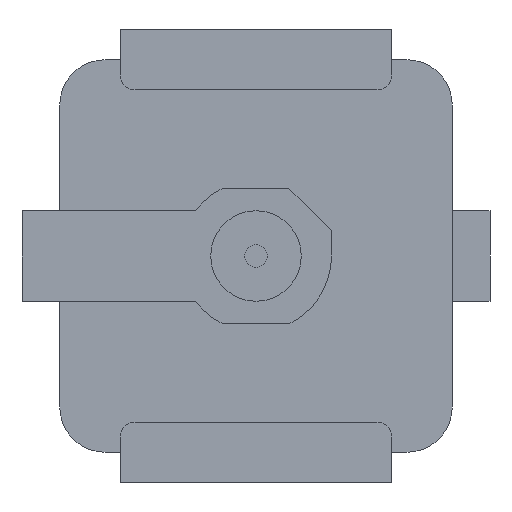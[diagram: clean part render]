
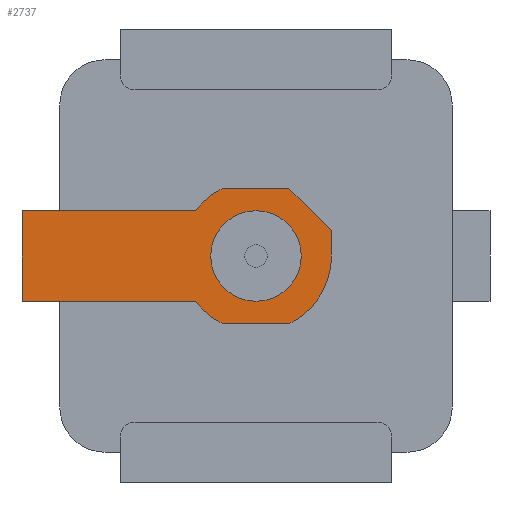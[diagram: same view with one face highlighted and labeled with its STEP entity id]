
A CAD part, front view. The second image highlights one B-rep face of the part: STEP entity #2737.
In plain terms, the highlighted planar face has unit normal (0, -1, 0).
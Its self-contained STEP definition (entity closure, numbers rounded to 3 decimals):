
#97 = VECTOR ( 'NONE', #3541, 1000. ) ;
#135 = CARTESIAN_POINT ( 'NONE',  ( 0.334, 0., -0.334 ) ) ;
#164 = LINE ( 'NONE', #849, #1639 ) ;
#165 = CARTESIAN_POINT ( 'NONE',  ( 0., 0., 0. ) ) ;
#174 = ORIENTED_EDGE ( 'NONE', *, *, #2580, .T. ) ;
#177 = CARTESIAN_POINT ( 'NONE',  ( 0.3, 0., 1.55 ) ) ;
#209 = LINE ( 'NONE', #852, #2742 ) ;
#216 = EDGE_CURVE ( 'NONE', #2394, #3513, #209, .T. ) ;
#226 = AXIS2_PLACEMENT_3D ( 'NONE', #3540, #1001, #2249 ) ;
#250 = CARTESIAN_POINT ( 'NONE',  ( 0., 0., 0. ) ) ;
#407 = DIRECTION ( 'NONE',  ( 0., -1., 0. ) ) ;
#519 = CARTESIAN_POINT ( 'NONE',  ( -0.45, 0., 0. ) ) ;
#533 = ORIENTED_EDGE ( 'NONE', *, *, #1827, .T. ) ;
#542 = CARTESIAN_POINT ( 'NONE',  ( -0.3, 0., 1.55 ) ) ;
#603 = DIRECTION ( 'NONE',  ( 1., 0., 0. ) ) ;
#673 = CARTESIAN_POINT ( 'NONE',  ( 0., 0., -0.3 ) ) ;
#753 = CARTESIAN_POINT ( 'NONE',  ( 0.168, 0., -0.5 ) ) ;
#774 = CIRCLE ( 'NONE', #1243, 0.5 ) ;
#784 = ORIENTED_EDGE ( 'NONE', *, *, #1030, .F. ) ;
#798 = LINE ( 'NONE', #135, #3632 ) ;
#822 = DIRECTION ( 'NONE',  ( 0., 0., -1. ) ) ;
#849 = CARTESIAN_POINT ( 'NONE',  ( 0.45, 0., 0. ) ) ;
#852 = CARTESIAN_POINT ( 'NONE',  ( 0., 0., 1.55 ) ) ;
#885 = DIRECTION ( 'NONE',  ( 0., 0., -1. ) ) ;
#887 = CARTESIAN_POINT ( 'NONE',  ( 0.45, 0., -0.218 ) ) ;
#973 = ORIENTED_EDGE ( 'NONE', *, *, #216, .T. ) ;
#1001 = DIRECTION ( 'NONE',  ( 0., -1., 0. ) ) ;
#1006 = EDGE_CURVE ( 'NONE', #3558, #3898, #2471, .T. ) ;
#1030 = EDGE_CURVE ( 'NONE', #2032, #1258, #798, .T. ) ;
#1041 = VECTOR ( 'NONE', #885, 1000. ) ;
#1057 = CARTESIAN_POINT ( 'NONE',  ( 0.3, 0., 0. ) ) ;
#1087 = ORIENTED_EDGE ( 'NONE', *, *, #1006, .T. ) ;
#1127 = CARTESIAN_POINT ( 'NONE',  ( 0., 0., 0.3 ) ) ;
#1140 = AXIS2_PLACEMENT_3D ( 'NONE', #3011, #3982, #822 ) ;
#1191 = ORIENTED_EDGE ( 'NONE', *, *, #2406, .F. ) ;
#1194 = DIRECTION ( 'NONE',  ( 0., 0., -1. ) ) ;
#1198 = ORIENTED_EDGE ( 'NONE', *, *, #2831, .F. ) ;
#1203 = ORIENTED_EDGE ( 'NONE', *, *, #2993, .T. ) ;
#1243 = AXIS2_PLACEMENT_3D ( 'NONE', #250, #1526, #2414 ) ;
#1258 = VERTEX_POINT ( 'NONE', #753 ) ;
#1279 = VERTEX_POINT ( 'NONE', #1729 ) ;
#1300 = EDGE_LOOP ( 'NONE', ( #4069, #533, #1198, #784, #2458, #1087, #1191, #973, #174, #1203 ) ) ;
#1302 = VECTOR ( 'NONE', #1194, 1000. ) ;
#1491 = CARTESIAN_POINT ( 'NONE',  ( 0.3, 0., 0.4 ) ) ;
#1526 = DIRECTION ( 'NONE',  ( 0., -1., 0. ) ) ;
#1607 = CARTESIAN_POINT ( 'NONE',  ( -0.45, 0., -0.218 ) ) ;
#1621 = FACE_BOUND ( 'NONE', #3060, .T. ) ;
#1639 = VECTOR ( 'NONE', #2444, 1000. ) ;
#1647 = EDGE_CURVE ( 'NONE', #3095, #4130, #1829, .T. ) ;
#1729 = CARTESIAN_POINT ( 'NONE',  ( -0.3, 0., 0.4 ) ) ;
#1735 = DIRECTION ( 'NONE',  ( 0., 0., -1. ) ) ;
#1765 = VECTOR ( 'NONE', #2330, 1000. ) ;
#1769 = AXIS2_PLACEMENT_3D ( 'NONE', #165, #2140, #1735 ) ;
#1796 = ORIENTED_EDGE ( 'NONE', *, *, #1647, .F. ) ;
#1827 = EDGE_CURVE ( 'NONE', #2182, #3156, #2356, .T. ) ;
#1829 = CIRCLE ( 'NONE', #226, 0.3 ) ;
#1883 = CARTESIAN_POINT ( 'NONE',  ( -0.3, 0., 0. ) ) ;
#1892 = PLANE ( 'NONE',  #3391 ) ;
#2023 = AXIS2_PLACEMENT_3D ( 'NONE', #2659, #407, #3958 ) ;
#2032 = VERTEX_POINT ( 'NONE', #887 ) ;
#2140 = DIRECTION ( 'NONE',  ( 0., -1., 0. ) ) ;
#2182 = VERTEX_POINT ( 'NONE', #1607 ) ;
#2204 = FACE_OUTER_BOUND ( 'NONE', #1300, .T. ) ;
#2249 = DIRECTION ( 'NONE',  ( 0., 0., -1. ) ) ;
#2330 = DIRECTION ( 'NONE',  ( 0., 0., -1. ) ) ;
#2356 = CIRCLE ( 'NONE', #2023, 0.5 ) ;
#2394 = VERTEX_POINT ( 'NONE', #177 ) ;
#2395 = DIRECTION ( 'NONE',  ( -0.707, 0., -0.707 ) ) ;
#2406 = EDGE_CURVE ( 'NONE', #2394, #3898, #2958, .T. ) ;
#2414 = DIRECTION ( 'NONE',  ( 0., 0., -1. ) ) ;
#2444 = DIRECTION ( 'NONE',  ( 0., 0., -1. ) ) ;
#2447 = DIRECTION ( 'NONE',  ( -1., 0., 0. ) ) ;
#2458 = ORIENTED_EDGE ( 'NONE', *, *, #3089, .F. ) ;
#2471 = CIRCLE ( 'NONE', #1140, 0.5 ) ;
#2530 = CARTESIAN_POINT ( 'NONE',  ( 0., 0., 0. ) ) ;
#2535 = EDGE_CURVE ( 'NONE', #4130, #3095, #3113, .T. ) ;
#2580 = EDGE_CURVE ( 'NONE', #3513, #1279, #4079, .T. ) ;
#2659 = CARTESIAN_POINT ( 'NONE',  ( 0., 0., 0. ) ) ;
#2714 = VERTEX_POINT ( 'NONE', #3585 ) ;
#2737 = ADVANCED_FACE ( 'NONE', ( #1621, #2204 ), #1892, .T. ) ;
#2742 = VECTOR ( 'NONE', #2447, 1000. ) ;
#2831 = EDGE_CURVE ( 'NONE', #1258, #3156, #3460, .T. ) ;
#2913 = EDGE_CURVE ( 'NONE', #2714, #2182, #3467, .T. ) ;
#2958 = LINE ( 'NONE', #1057, #1765 ) ;
#2993 = EDGE_CURVE ( 'NONE', #1279, #2714, #774, .T. ) ;
#3011 = CARTESIAN_POINT ( 'NONE',  ( 0., 0., 0. ) ) ;
#3060 = EDGE_LOOP ( 'NONE', ( #3465, #1796 ) ) ;
#3089 = EDGE_CURVE ( 'NONE', #3558, #2032, #164, .T. ) ;
#3095 = VERTEX_POINT ( 'NONE', #1127 ) ;
#3113 = CIRCLE ( 'NONE', #1769, 0.3 ) ;
#3137 = CARTESIAN_POINT ( 'NONE',  ( 0., 0., -0.5 ) ) ;
#3156 = VERTEX_POINT ( 'NONE', #4031 ) ;
#3181 = DIRECTION ( 'NONE',  ( 0., -1., 0. ) ) ;
#3391 = AXIS2_PLACEMENT_3D ( 'NONE', #2530, #3181, #603 ) ;
#3460 = LINE ( 'NONE', #3137, #97 ) ;
#3465 = ORIENTED_EDGE ( 'NONE', *, *, #2535, .F. ) ;
#3467 = LINE ( 'NONE', #519, #1041 ) ;
#3503 = CARTESIAN_POINT ( 'NONE',  ( 0.45, 0., 0.218 ) ) ;
#3513 = VERTEX_POINT ( 'NONE', #542 ) ;
#3540 = CARTESIAN_POINT ( 'NONE',  ( 0., 0., 0. ) ) ;
#3541 = DIRECTION ( 'NONE',  ( -1., 0., 0. ) ) ;
#3558 = VERTEX_POINT ( 'NONE', #3503 ) ;
#3585 = CARTESIAN_POINT ( 'NONE',  ( -0.45, 0., 0.218 ) ) ;
#3632 = VECTOR ( 'NONE', #2395, 1000. ) ;
#3898 = VERTEX_POINT ( 'NONE', #1491 ) ;
#3958 = DIRECTION ( 'NONE',  ( 0., 0., -1. ) ) ;
#3982 = DIRECTION ( 'NONE',  ( 0., -1., 0. ) ) ;
#4031 = CARTESIAN_POINT ( 'NONE',  ( 0., 0., -0.5 ) ) ;
#4069 = ORIENTED_EDGE ( 'NONE', *, *, #2913, .T. ) ;
#4079 = LINE ( 'NONE', #1883, #1302 ) ;
#4130 = VERTEX_POINT ( 'NONE', #673 ) ;
